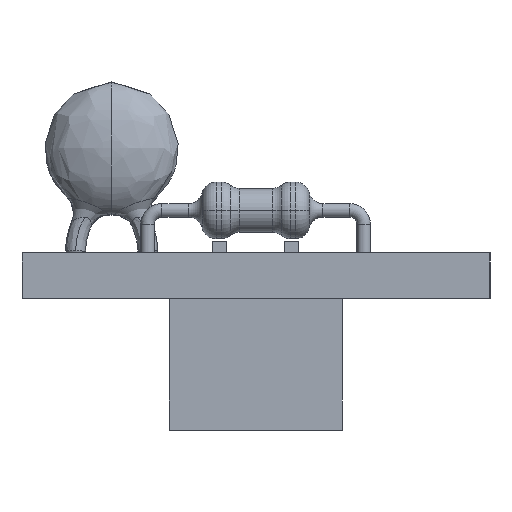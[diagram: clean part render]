
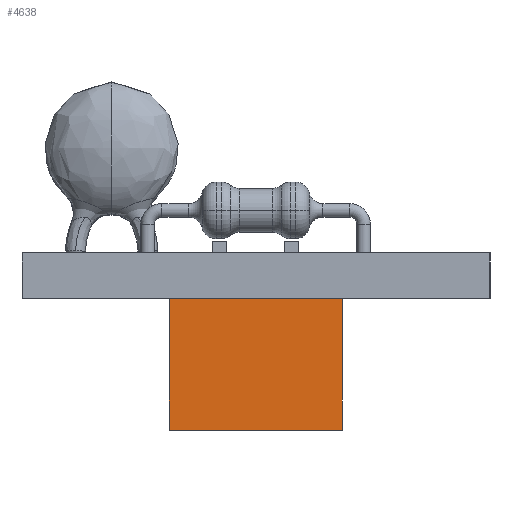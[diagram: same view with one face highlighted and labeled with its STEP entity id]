
A CAD part, left-side view. The second image highlights one B-rep face of the part: STEP entity #4638.
In plain terms, the highlighted planar face has unit normal (-1, 0, 0).
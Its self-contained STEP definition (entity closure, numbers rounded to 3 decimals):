
#141 = PLANE ( 'NONE',  #9815 ) ;
#152 = CARTESIAN_POINT ( 'NONE',  ( 4.71, 2.077, 0. ) ) ;
#162 = EDGE_CURVE ( 'NONE', #10670, #2514, #8745, .T. ) ;
#575 = DIRECTION ( 'NONE',  ( 0., 0., 1. ) ) ;
#947 = VECTOR ( 'NONE', #4641, 1000. ) ;
#1121 = DIRECTION ( 'NONE',  ( 0., 0., 1. ) ) ;
#1388 = VERTEX_POINT ( 'NONE', #152 ) ;
#1483 = LINE ( 'NONE', #1842, #947 ) ;
#1842 = CARTESIAN_POINT ( 'NONE',  ( 4.71, 8.177, 0. ) ) ;
#2045 = VECTOR ( 'NONE', #575, 1000. ) ;
#2049 = CARTESIAN_POINT ( 'NONE',  ( 4.71, 8.177, -4.65 ) ) ;
#2464 = LINE ( 'NONE', #4780, #2045 ) ;
#2514 = VERTEX_POINT ( 'NONE', #10894 ) ;
#3117 = EDGE_CURVE ( 'NONE', #2514, #7709, #8932, .T. ) ;
#3639 = EDGE_LOOP ( 'NONE', ( #11119, #4464, #7973, #11100 ) ) ;
#3670 = EDGE_CURVE ( 'NONE', #10670, #1388, #2464, .T. ) ;
#3858 = DIRECTION ( 'NONE',  ( 0., 1., 0. ) ) ;
#3888 = VECTOR ( 'NONE', #1121, 1000. ) ;
#4464 = ORIENTED_EDGE ( 'NONE', *, *, #3117, .F. ) ;
#4638 = ADVANCED_FACE ( 'NONE', ( #9456 ), #141, .F. ) ;
#4641 = DIRECTION ( 'NONE',  ( 0., 1., 0. ) ) ;
#4682 = CARTESIAN_POINT ( 'NONE',  ( 4.71, 8.177, -4.65 ) ) ;
#4731 = DIRECTION ( 'NONE',  ( 1., 0., 0. ) ) ;
#4780 = CARTESIAN_POINT ( 'NONE',  ( 4.71, 2.077, -4.65 ) ) ;
#5011 = CARTESIAN_POINT ( 'NONE',  ( 4.71, 8.177, 0. ) ) ;
#6384 = CARTESIAN_POINT ( 'NONE',  ( 4.71, 8.177, -4.65 ) ) ;
#7709 = VERTEX_POINT ( 'NONE', #5011 ) ;
#7973 = ORIENTED_EDGE ( 'NONE', *, *, #162, .F. ) ;
#8745 = LINE ( 'NONE', #6384, #9153 ) ;
#8932 = LINE ( 'NONE', #4682, #3888 ) ;
#9153 = VECTOR ( 'NONE', #3858, 1000. ) ;
#9456 = FACE_OUTER_BOUND ( 'NONE', #3639, .T. ) ;
#9815 = AXIS2_PLACEMENT_3D ( 'NONE', #2049, #4731, #9901 ) ;
#9862 = EDGE_CURVE ( 'NONE', #1388, #7709, #1483, .T. ) ;
#9901 = DIRECTION ( 'NONE',  ( 0., -1., 0. ) ) ;
#10670 = VERTEX_POINT ( 'NONE', #11071 ) ;
#10894 = CARTESIAN_POINT ( 'NONE',  ( 4.71, 8.177, -4.65 ) ) ;
#11071 = CARTESIAN_POINT ( 'NONE',  ( 4.71, 2.077, -4.65 ) ) ;
#11100 = ORIENTED_EDGE ( 'NONE', *, *, #3670, .T. ) ;
#11119 = ORIENTED_EDGE ( 'NONE', *, *, #9862, .T. ) ;
